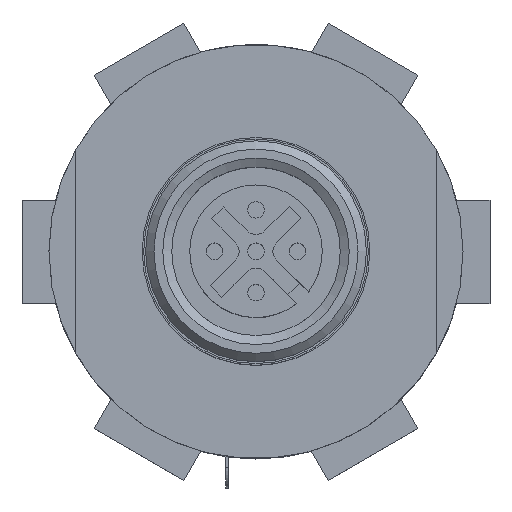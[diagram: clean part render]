
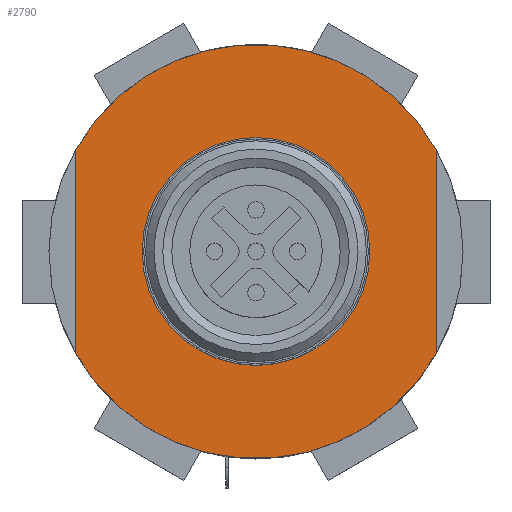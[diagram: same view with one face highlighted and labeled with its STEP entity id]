
A CAD part, top view. The second image highlights one B-rep face of the part: STEP entity #2790.
In plain terms, the highlighted planar face has unit normal (0, 0, 1).
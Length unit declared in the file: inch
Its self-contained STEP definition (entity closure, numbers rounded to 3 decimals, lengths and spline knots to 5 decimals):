
#108 = CIRCLE ( 'NONE', #3480, 0.5 ) ;
#316 = DIRECTION ( 'NONE',  ( 0., 0., 1. ) ) ;
#325 = EDGE_CURVE ( 'NONE', #3620, #1260, #832, .T. ) ;
#354 = ORIENTED_EDGE ( 'NONE', *, *, #3887, .T. ) ;
#439 = CARTESIAN_POINT ( 'NONE',  ( 0.435, 0., 0.16 ) ) ;
#644 = DIRECTION ( 'NONE',  ( 0., 0., 1. ) ) ;
#832 = LINE ( 'NONE', #1535, #4262 ) ;
#836 = ORIENTED_EDGE ( 'NONE', *, *, #4485, .F. ) ;
#1002 = DIRECTION ( 'NONE',  ( 1., 0., 0. ) ) ;
#1104 = AXIS2_PLACEMENT_3D ( 'NONE', #2892, #316, #3282 ) ;
#1118 = FACE_BOUND ( 'NONE', #3402, .T. ) ;
#1260 = VERTEX_POINT ( 'NONE', #3055 ) ;
#1288 = DIRECTION ( 'NONE',  ( 0., -1., 0. ) ) ;
#1377 = CIRCLE ( 'NONE', #1104, 0.275 ) ;
#1535 = CARTESIAN_POINT ( 'NONE',  ( -0.435, 0., 0.16 ) ) ;
#1583 = VERTEX_POINT ( 'NONE', #2375 ) ;
#1613 = VERTEX_POINT ( 'NONE', #3362 ) ;
#1935 = VERTEX_POINT ( 'NONE', #4717 ) ;
#2196 = CARTESIAN_POINT ( 'NONE',  ( 0., 0., 0.16 ) ) ;
#2265 = FACE_OUTER_BOUND ( 'NONE', #3987, .T. ) ;
#2375 = CARTESIAN_POINT ( 'NONE',  ( 0.275, 0., 0.16 ) ) ;
#2385 = DIRECTION ( 'NONE',  ( 0., 1., 0. ) ) ;
#2415 = AXIS2_PLACEMENT_3D ( 'NONE', #3183, #644, #3582 ) ;
#2521 = CIRCLE ( 'NONE', #2415, 0.5 ) ;
#2705 = EDGE_CURVE ( 'NONE', #1613, #1260, #108, .T. ) ;
#2756 = CARTESIAN_POINT ( 'NONE',  ( 0., 0., 0.16 ) ) ;
#2790 = ADVANCED_FACE ( 'NONE', ( #2265, #1118 ), #2895, .T. ) ;
#2810 = DIRECTION ( 'NONE',  ( 0., 0., 1. ) ) ;
#2830 = DIRECTION ( 'NONE',  ( 1., 0., 0. ) ) ;
#2892 = CARTESIAN_POINT ( 'NONE',  ( 0., 0., 0.16 ) ) ;
#2895 = PLANE ( 'NONE',  #4784 ) ;
#2906 = ORIENTED_EDGE ( 'NONE', *, *, #5257, .F. ) ;
#3055 = CARTESIAN_POINT ( 'NONE',  ( -0.435, 0.24653, 0.16 ) ) ;
#3183 = CARTESIAN_POINT ( 'NONE',  ( 0., 0., 0.16 ) ) ;
#3282 = DIRECTION ( 'NONE',  ( 1., 0., 0. ) ) ;
#3362 = CARTESIAN_POINT ( 'NONE',  ( 0.435, 0.24653, 0.16 ) ) ;
#3402 = EDGE_LOOP ( 'NONE', ( #836 ) ) ;
#3404 = ORIENTED_EDGE ( 'NONE', *, *, #2705, .T. ) ;
#3480 = AXIS2_PLACEMENT_3D ( 'NONE', #2756, #2810, #2830 ) ;
#3582 = DIRECTION ( 'NONE',  ( 1., 0., 0. ) ) ;
#3620 = VERTEX_POINT ( 'NONE', #4959 ) ;
#3887 = EDGE_CURVE ( 'NONE', #3620, #1935, #2521, .T. ) ;
#3974 = ORIENTED_EDGE ( 'NONE', *, *, #325, .F. ) ;
#3987 = EDGE_LOOP ( 'NONE', ( #2906, #3404, #3974, #354 ) ) ;
#4262 = VECTOR ( 'NONE', #2385, 39.37008 ) ;
#4264 = LINE ( 'NONE', #439, #4381 ) ;
#4296 = DIRECTION ( 'NONE',  ( 0., 0., 1. ) ) ;
#4381 = VECTOR ( 'NONE', #1288, 39.37008 ) ;
#4485 = EDGE_CURVE ( 'NONE', #1583, #1583, #1377, .T. ) ;
#4717 = CARTESIAN_POINT ( 'NONE',  ( 0.435, -0.24653, 0.16 ) ) ;
#4784 = AXIS2_PLACEMENT_3D ( 'NONE', #2196, #4296, #1002 ) ;
#4959 = CARTESIAN_POINT ( 'NONE',  ( -0.435, -0.24653, 0.16 ) ) ;
#5257 = EDGE_CURVE ( 'NONE', #1613, #1935, #4264, .T. ) ;
